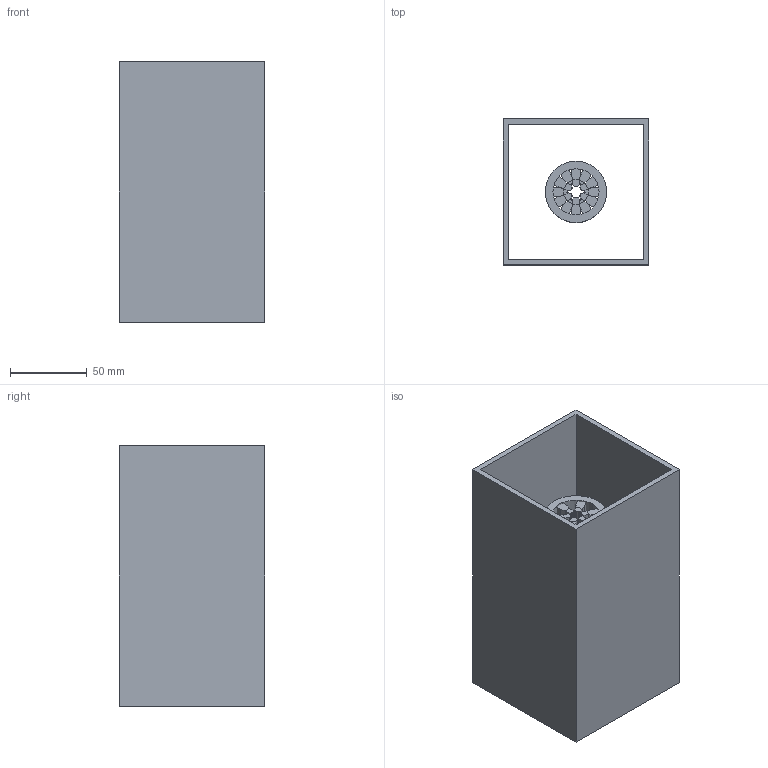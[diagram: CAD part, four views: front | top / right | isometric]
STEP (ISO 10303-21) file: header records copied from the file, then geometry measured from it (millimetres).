
FILE_DESCRIPTION(('STEP AP203'),'1');
FILE_NAME('CAPE_sixD.step','2016-01-04T18:25:00',(' '),(' '),'Spatial InterOp 3D',' ',' ');
FILE_SCHEMA(('CONFIG_CONTROL_DESIGN'));
Length unit declared in the file: millimetre
Products named in the file (26): 1; 2; 3; 4; 5; 6; 7; 8; 9; 10; 11; 12; 13; 14; 15; 16; 17; 18; 19; 20; 21; 22; 23; 24; 25; 26
Bounding box: 95 x 95 x 170 mm (x, y, z)
Volume: 309901.5 mm3; surface area: 174677 mm2
Topology: 26 solids, 26 shells, 222 faces, 510 edges, 340 vertices
Faces by surface type: plane 180, bspline 24, cone 14, cylinder 4
Entity records: 13238 total; most frequent: CARTESIAN_POINT 7326, ORIENTED_EDGE 1020, DIRECTION 874, EDGE_CURVE 510, LINE 354, VECTOR 354, VERTEX_POINT 340, AXIS2_PLACEMENT_3D 260
